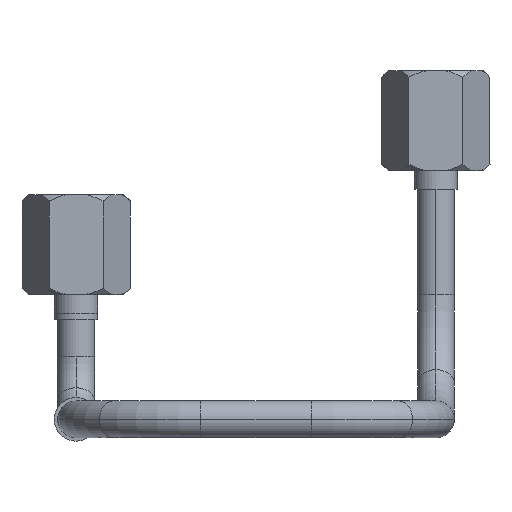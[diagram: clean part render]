
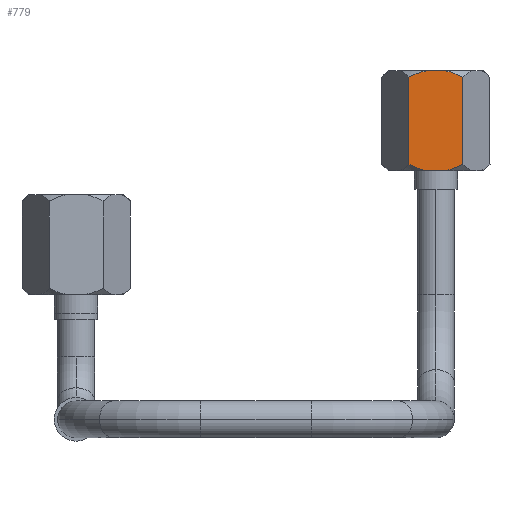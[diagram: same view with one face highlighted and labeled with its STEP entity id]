
A CAD part, front view. The second image highlights one B-rep face of the part: STEP entity #779.
In plain terms, the highlighted planar face has unit normal (0, -1, 0).
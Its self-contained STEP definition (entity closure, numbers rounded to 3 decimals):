
#7=DIRECTION('',(1.,0.,0.));
#8=VECTOR('',#7,3.117);
#9=CARTESIAN_POINT('',(-1.559,-7.5,16.));
#10=LINE('',#9,#8);
#104=CARTESIAN_POINT('',(4.33,-7.5,15.));
#106=CARTESIAN_POINT('',(4.33,-7.5,15.));
#107=CARTESIAN_POINT('',(4.162,-7.5,15.084));
#108=CARTESIAN_POINT('',(3.832,-7.5,15.242));
#109=CARTESIAN_POINT('',(3.356,-7.5,15.447));
#110=CARTESIAN_POINT('',(2.893,-7.5,15.625));
#111=CARTESIAN_POINT('',(2.442,-7.5,15.777));
#112=CARTESIAN_POINT('',(1.997,-7.5,15.903));
#113=CARTESIAN_POINT('',(1.704,-7.5,15.97));
#114=CARTESIAN_POINT('',(1.559,-7.5,16.));
#116=CARTESIAN_POINT('',(-1.559,-7.5,16.));
#117=CARTESIAN_POINT('',(-1.705,-7.5,15.97));
#118=CARTESIAN_POINT('',(-1.998,-7.5,15.903));
#119=CARTESIAN_POINT('',(-2.442,-7.5,15.776));
#120=CARTESIAN_POINT('',(-2.894,-7.5,15.625));
#121=CARTESIAN_POINT('',(-3.356,-7.5,15.447));
#122=CARTESIAN_POINT('',(-3.832,-7.5,15.242));
#123=CARTESIAN_POINT('',(-4.162,-7.5,15.084));
#124=CARTESIAN_POINT('',(-4.33,-7.5,15.));
#212=DIRECTION('',(0.,0.,1.));
#213=VECTOR('',#212,14.);
#214=CARTESIAN_POINT('',(-4.33,-7.5,
1.));
#215=LINE('',#214,#213);
#216=DIRECTION('',(0.,0.,1.));
#217=VECTOR('',#216,14.);
#218=CARTESIAN_POINT('',(4.33,-7.5,1.));
#219=LINE('',#218,#217);
#260=CARTESIAN_POINT('',(1.559,-7.5,0.));
#261=CARTESIAN_POINT('',(1.705,-7.5,0.03));
#262=CARTESIAN_POINT('',(1.998,-7.5,0.097));
#263=CARTESIAN_POINT('',(2.442,-7.5,0.224));
#264=CARTESIAN_POINT('',(2.894,-7.5,0.375));
#265=CARTESIAN_POINT('',(3.356,-7.5,0.553));
#266=CARTESIAN_POINT('',(3.832,-7.5,0.758));
#267=CARTESIAN_POINT('',(4.162,-7.5,0.916));
#268=CARTESIAN_POINT('',(4.33,-7.5,1.));
#290=CARTESIAN_POINT('',(-4.33,-7.5,
1.));
#291=CARTESIAN_POINT('',(-4.162,-7.5,
0.916));
#292=CARTESIAN_POINT('',(-3.832,-7.5,
0.758));
#293=CARTESIAN_POINT('',(-3.356,-7.5,
0.553));
#294=CARTESIAN_POINT('',(-2.893,-7.5,
0.375));
#295=CARTESIAN_POINT('',(-2.442,-7.5,
0.223));
#296=CARTESIAN_POINT('',(-1.997,-7.5,
0.097));
#297=CARTESIAN_POINT('',(-1.704,-7.5,
0.03));
#298=CARTESIAN_POINT('',(-1.559,-7.5,0.));
#395=DIRECTION('',(-1.,0.,0.));
#396=VECTOR('',#395,3.117);
#397=CARTESIAN_POINT('',(1.559,-7.5,0.));
#398=LINE('',#397,#396);
#481=VERTEX_POINT('',#104);
#491=VERTEX_POINT('',#116);
#492=VERTEX_POINT('',#124);
#493=VERTEX_POINT('',#114);
#495=CARTESIAN_POINT('',(4.33,-7.5,1.));
#496=VERTEX_POINT('',#495);
#497=CARTESIAN_POINT('',(-4.33,-7.5,
1.));
#498=VERTEX_POINT('',#497);
#510=VERTEX_POINT('',#260);
#523=CARTESIAN_POINT('',(-1.559,-7.5,0.));
#524=VERTEX_POINT('',#523);
#760=CARTESIAN_POINT('',(-4.33,-7.5,16.));
#761=DIRECTION('',(0.,1.,0.));
#762=DIRECTION('',(0.,0.,1.));
#763=AXIS2_PLACEMENT_3D('',#760,#761,#762);
#764=PLANE('',#763);
#766=ORIENTED_EDGE('',*,*,#765,.F.);
#768=ORIENTED_EDGE('',*,*,#767,.F.);
#770=ORIENTED_EDGE('',*,*,#769,.T.);
#772=ORIENTED_EDGE('',*,*,#771,.F.);
#773=ORIENTED_EDGE('',*,*,#745,.T.);
#774=ORIENTED_EDGE('',*,*,#631,.F.);
#775=ORIENTED_EDGE('',*,*,#564,.T.);
#776=ORIENTED_EDGE('',*,*,#620,.F.);
#777=EDGE_LOOP('',(#766,#768,#770,#772,#773,#774,#775,#776));
#778=FACE_OUTER_BOUND('',#777,.F.);
#779=ADVANCED_FACE('',(#778),#764,.F.);
#115=B_SPLINE_CURVE_WITH_KNOTS('',3,(#106,#107,#108,#109,#110,#111,#112,#113,
#114),.UNSPECIFIED.,.F.,.F.,(4,1,1,1,1,1,4),(0.,0.167,
0.333,0.5,0.667,0.833,1.),
.UNSPECIFIED.);
#125=B_SPLINE_CURVE_WITH_KNOTS('',3,(#116,#117,#118,#119,#120,#121,#122,#123,
#124),.UNSPECIFIED.,.F.,.F.,(4,1,1,1,1,1,4),(0.,0.167,
0.333,0.5,0.667,0.833,1.),
.UNSPECIFIED.);
#269=B_SPLINE_CURVE_WITH_KNOTS('',3,(#260,#261,#262,#263,#264,#265,#266,#267,
#268),.UNSPECIFIED.,.F.,.F.,(4,1,1,1,1,1,4),(0.,0.167,
0.333,0.5,0.667,0.833,1.),
.UNSPECIFIED.);
#299=B_SPLINE_CURVE_WITH_KNOTS('',3,(#290,#291,#292,#293,#294,#295,#296,#297,
#298),.UNSPECIFIED.,.F.,.F.,(4,1,1,1,1,1,4),(0.,0.167,
0.333,0.5,0.667,0.833,1.),
.UNSPECIFIED.);
#564=EDGE_CURVE('',#491,#493,#10,.T.);
#620=EDGE_CURVE('',#481,#493,#115,.T.);
#631=EDGE_CURVE('',#491,#492,#125,.T.);
#745=EDGE_CURVE('',#498,#492,#215,.T.);
#765=EDGE_CURVE('',#496,#481,#219,.T.);
#767=EDGE_CURVE('',#510,#496,#269,.T.);
#769=EDGE_CURVE('',#510,#524,#398,.T.);
#771=EDGE_CURVE('',#498,#524,#299,.T.);
